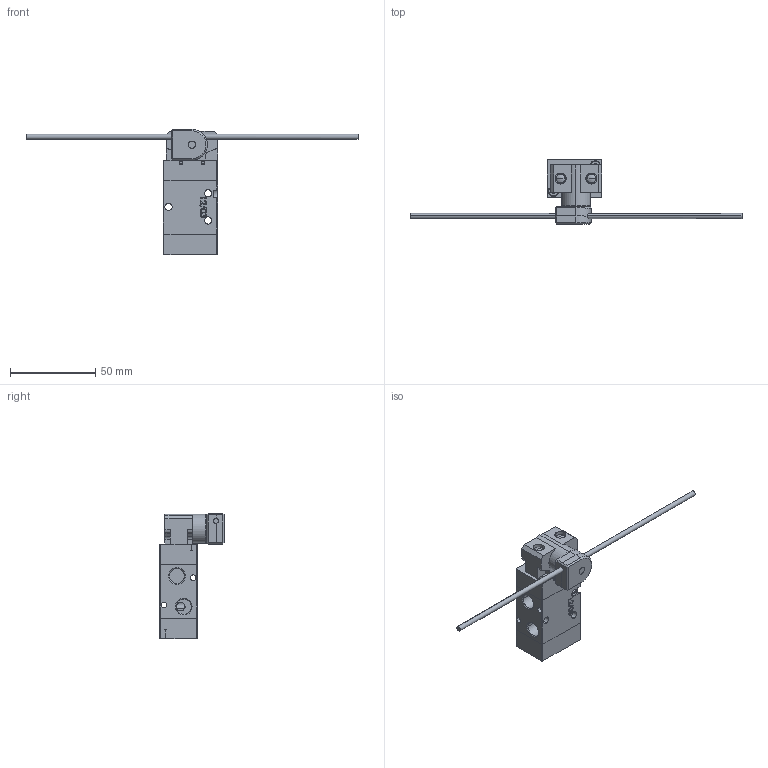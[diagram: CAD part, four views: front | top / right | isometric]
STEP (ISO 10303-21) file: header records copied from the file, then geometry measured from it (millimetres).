
FILE_DESCRIPTION (( 'STEP AP214' ), '1' );
FILE_NAME ('80_4_g71.STEP', '2015-12-21T09:08:33', ( '' ), ( '' ), 'SwSTEP 2.0', 'SolidWorks 2016', '' );
FILE_SCHEMA (( 'AUTOMOTIVE_DESIGN' ));
Length unit declared in the file: millimetre
Products named in the file (1): 80_4_g71
Bounding box: 195 x 37.75 x 73.5 mm (x, y, z)
Volume: 50226.4 mm3; surface area: 20917.8 mm2
Topology: 11 solids, 11 shells, 436 faces, 1046 edges, 661 vertices
Faces by surface type: plane 214, cylinder 106, bspline 50, cone 36, torus 26, sphere 4
Entity records: 16324 total; most frequent: CARTESIAN_POINT 5855, ORIENTED_EDGE 2076, DIRECTION 2015, EDGE_CURVE 1038, AXIS2_PLACEMENT_3D 710, VERTEX_POINT 661, LINE 595, VECTOR 595
